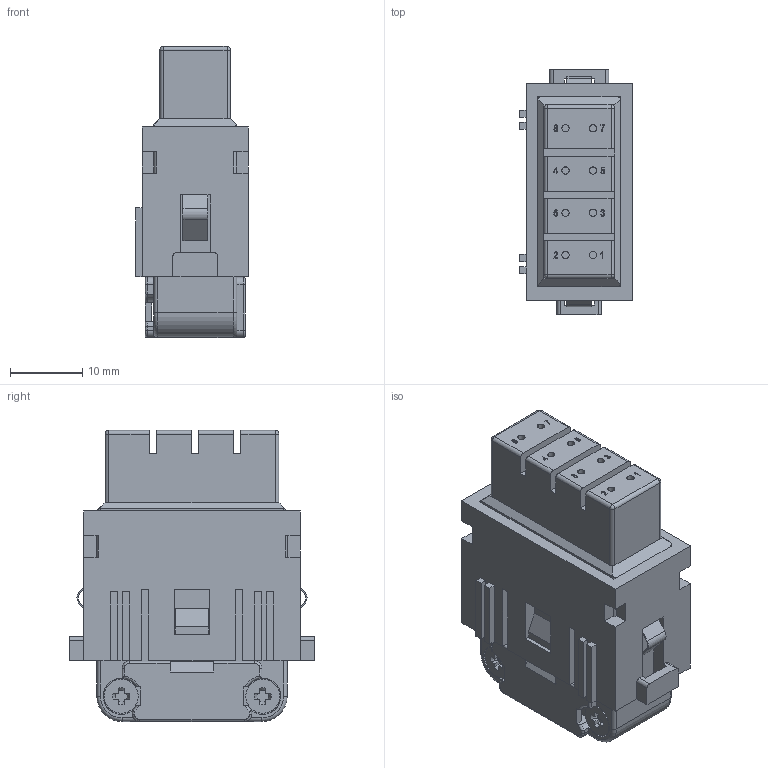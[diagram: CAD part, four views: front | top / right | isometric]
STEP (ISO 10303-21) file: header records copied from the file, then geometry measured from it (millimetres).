
FILE_DESCRIPTION(('Creo Elements/Direct Modeling STEP Export'),'2;1');
FILE_NAME('0ln7uvk59s8a14o3868','2021-03-24T16:40:09',(''),(''),'Creo Elements/Direct Modeling STEP processor for AP214 (Solid Model)','Creo Elements/Direct Modeling 20.1B 02-Apr-2019 (C) Parametric Technology GmbH','');
FILE_SCHEMA(('AUTOMOTIVE_DESIGN { 1 0 10303 214 1 1 1 1 }'));
Length unit declared in the file: millimetre
Products named in the file (2): CX_08_I6GF
Assembly tree (1 placements, depth 2):
  CX_08_I6GF
    CX_08_I6GF
Bounding box: 15.6 x 34 x 40.3 mm (x, y, z)
Volume: 13447.3 mm3; surface area: 5684.7 mm2
Topology: 1 solids, 1 shells, 676 faces, 1919 edges, 1254 vertices
Faces by surface type: plane 555, cylinder 80, torus 16, cone 12, extrusion 9, sphere 4
Entity records: 26542 total; most frequent: CARTESIAN_POINT 4866, ORIENTED_EDGE 3830, DIRECTION 3237, EDGE_CURVE 1915, VECTOR 1651, LINE 1642, VERTEX_POINT 1254, AXIS2_PLACEMENT_3D 793
